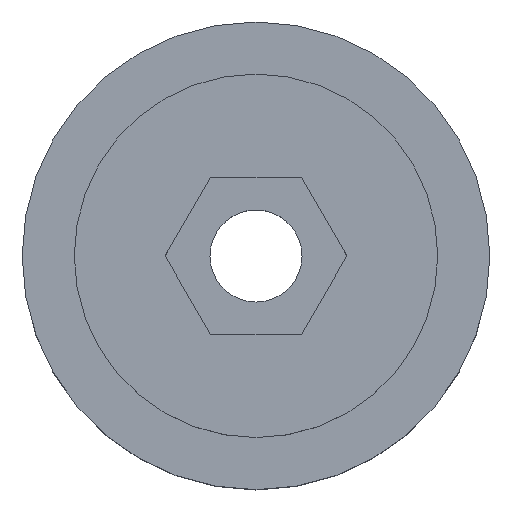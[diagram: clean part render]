
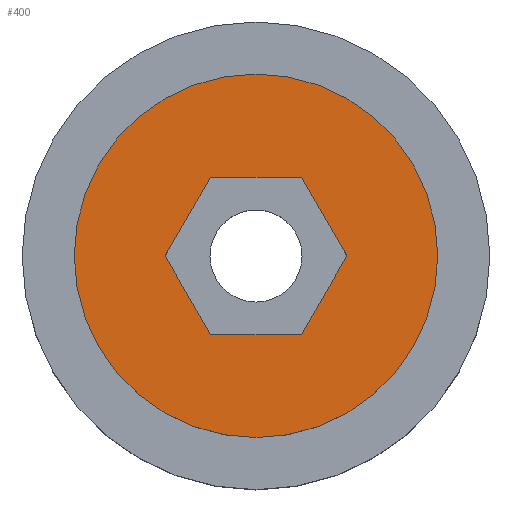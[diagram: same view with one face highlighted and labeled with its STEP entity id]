
A CAD part, top view. The second image highlights one B-rep face of the part: STEP entity #400.
In plain terms, the highlighted planar face has unit normal (0, 0, 1).
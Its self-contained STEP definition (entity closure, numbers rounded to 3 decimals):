
#39 = CARTESIAN_POINT ( 'NONE',  ( -7.5, 0., 8. ) ) ;
#44 = AXIS2_PLACEMENT_3D ( 'NONE', #220, #235, #498 ) ;
#45 = AXIS2_PLACEMENT_3D ( 'NONE', #114, #386, #448 ) ;
#53 = DIRECTION ( 'NONE',  ( 1., 0., 0. ) ) ;
#64 = EDGE_CURVE ( 'NONE', #277, #102, #200, .T. ) ;
#73 = CARTESIAN_POINT ( 'NONE',  ( -1.876, -3.25, 8. ) ) ;
#77 = ORIENTED_EDGE ( 'NONE', *, *, #444, .T. ) ;
#84 = PLANE ( 'NONE',  #45 ) ;
#94 = CIRCLE ( 'NONE', #44, 7.5 ) ;
#95 = ORIENTED_EDGE ( 'NONE', *, *, #64, .F. ) ;
#97 = ORIENTED_EDGE ( 'NONE', *, *, #510, .F. ) ;
#100 = ORIENTED_EDGE ( 'NONE', *, *, #515, .F. ) ;
#102 = VERTEX_POINT ( 'NONE', #394 ) ;
#104 = ORIENTED_EDGE ( 'NONE', *, *, #132, .T. ) ;
#114 = CARTESIAN_POINT ( 'NONE',  ( 0., 0., 8. ) ) ;
#126 = EDGE_CURVE ( 'NONE', #320, #232, #456, .T. ) ;
#132 = EDGE_CURVE ( 'NONE', #297, #335, #255, .T. ) ;
#149 = CARTESIAN_POINT ( 'NONE',  ( 0., 0., 8. ) ) ;
#152 = CARTESIAN_POINT ( 'NONE',  ( -1.876, -3.25, 8. ) ) ;
#169 = EDGE_CURVE ( 'NONE', #214, #320, #410, .T. ) ;
#175 = VECTOR ( 'NONE', #522, 1000. ) ;
#198 = VECTOR ( 'NONE', #333, 1000. ) ;
#200 = LINE ( 'NONE', #385, #175 ) ;
#205 = ORIENTED_EDGE ( 'NONE', *, *, #287, .F. ) ;
#214 = VERTEX_POINT ( 'NONE', #485 ) ;
#220 = CARTESIAN_POINT ( 'NONE',  ( 0., 0., 8. ) ) ;
#230 = DIRECTION ( 'NONE',  ( 0., 0., 1. ) ) ;
#232 = VERTEX_POINT ( 'NONE', #446 ) ;
#235 = DIRECTION ( 'NONE',  ( 0., 0., 1. ) ) ;
#236 = CARTESIAN_POINT ( 'NONE',  ( -1.876, 3.25, 8. ) ) ;
#237 = LINE ( 'NONE', #416, #198 ) ;
#247 = LINE ( 'NONE', #152, #250 ) ;
#250 = VECTOR ( 'NONE', #495, 1000. ) ;
#255 = CIRCLE ( 'NONE', #366, 7.5 ) ;
#262 = ORIENTED_EDGE ( 'NONE', *, *, #169, .F. ) ;
#265 = FACE_OUTER_BOUND ( 'NONE', #291, .T. ) ;
#277 = VERTEX_POINT ( 'NONE', #503 ) ;
#287 = EDGE_CURVE ( 'NONE', #232, #294, #467, .T. ) ;
#291 = EDGE_LOOP ( 'NONE', ( #77, #104 ) ) ;
#294 = VERTEX_POINT ( 'NONE', #73 ) ;
#297 = VERTEX_POINT ( 'NONE', #365 ) ;
#320 = VERTEX_POINT ( 'NONE', #236 ) ;
#322 = CARTESIAN_POINT ( 'NONE',  ( -1.876, 3.25, 8. ) ) ;
#333 = DIRECTION ( 'NONE',  ( -0.5, 0.866, 0. ) ) ;
#335 = VERTEX_POINT ( 'NONE', #39 ) ;
#338 = CARTESIAN_POINT ( 'NONE',  ( -3.753, 0., 8. ) ) ;
#339 = EDGE_LOOP ( 'NONE', ( #262, #97, #95, #100, #205, #349 ) ) ;
#349 = ORIENTED_EDGE ( 'NONE', *, *, #126, .F. ) ;
#353 = FACE_BOUND ( 'NONE', #339, .T. ) ;
#362 = VECTOR ( 'NONE', #441, 1000. ) ;
#363 = VECTOR ( 'NONE', #449, 1000. ) ;
#365 = CARTESIAN_POINT ( 'NONE',  ( 7.5, 0., 8. ) ) ;
#366 = AXIS2_PLACEMENT_3D ( 'NONE', #149, #230, #53 ) ;
#385 = CARTESIAN_POINT ( 'NONE',  ( 1.876, -3.25, 8. ) ) ;
#386 = DIRECTION ( 'NONE',  ( 0., 0., 1. ) ) ;
#394 = CARTESIAN_POINT ( 'NONE',  ( 3.753, 0., 8. ) ) ;
#400 = ADVANCED_FACE ( 'NONE', ( #265, #353 ), #84, .T. ) ;
#410 = LINE ( 'NONE', #480, #363 ) ;
#416 = CARTESIAN_POINT ( 'NONE',  ( 3.753, 0., 8. ) ) ;
#441 = DIRECTION ( 'NONE',  ( -0.5, -0.866, 0. ) ) ;
#444 = EDGE_CURVE ( 'NONE', #335, #297, #94, .T. ) ;
#446 = CARTESIAN_POINT ( 'NONE',  ( -3.753, 0., 8. ) ) ;
#448 = DIRECTION ( 'NONE',  ( 1., 0., 0. ) ) ;
#449 = DIRECTION ( 'NONE',  ( -1., 0., 0. ) ) ;
#456 = LINE ( 'NONE', #322, #362 ) ;
#466 = VECTOR ( 'NONE', #473, 1000. ) ;
#467 = LINE ( 'NONE', #338, #466 ) ;
#473 = DIRECTION ( 'NONE',  ( 0.5, -0.866, 0. ) ) ;
#480 = CARTESIAN_POINT ( 'NONE',  ( 1.876, 3.25, 8. ) ) ;
#485 = CARTESIAN_POINT ( 'NONE',  ( 1.876, 3.25, 8. ) ) ;
#495 = DIRECTION ( 'NONE',  ( 1., 0., 0. ) ) ;
#498 = DIRECTION ( 'NONE',  ( 1., 0., 0. ) ) ;
#503 = CARTESIAN_POINT ( 'NONE',  ( 1.876, -3.25, 8. ) ) ;
#510 = EDGE_CURVE ( 'NONE', #102, #214, #237, .T. ) ;
#515 = EDGE_CURVE ( 'NONE', #294, #277, #247, .T. ) ;
#522 = DIRECTION ( 'NONE',  ( 0.5, 0.866, 0. ) ) ;
